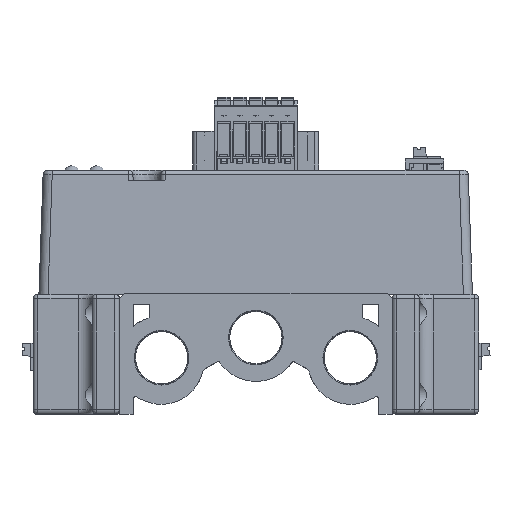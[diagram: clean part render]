
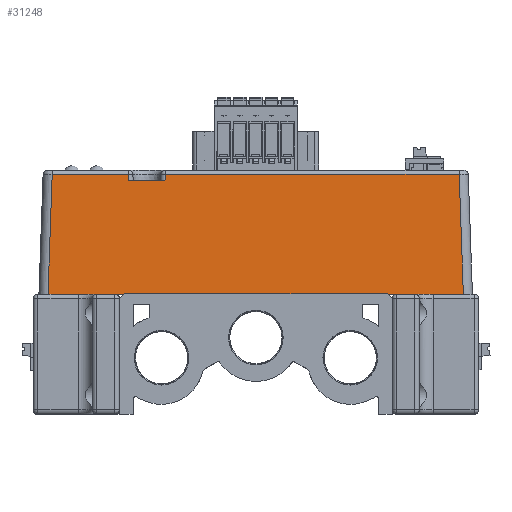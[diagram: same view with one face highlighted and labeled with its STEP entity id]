
A CAD part, front view. The second image highlights one B-rep face of the part: STEP entity #31248.
In plain terms, the highlighted planar face has unit normal (0, -0.999, 0.035).
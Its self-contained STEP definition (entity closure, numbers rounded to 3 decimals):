
#4649=LINE('',#153432,#17258);
#7106=LINE('',#160968,#19715);
#7272=LINE('',#161464,#19881);
#7312=LINE('',#161599,#19921);
#7313=LINE('',#161601,#19922);
#7314=LINE('',#161603,#19923);
#7315=LINE('',#161605,#19924);
#7316=LINE('',#161607,#19925);
#7317=LINE('',#161609,#19926);
#7318=LINE('',#161610,#19927);
#17258=VECTOR('',#124053,1.);
#19715=VECTOR('',#129738,1.);
#19881=VECTOR('',#130050,1.);
#19921=VECTOR('',#130170,1.);
#19922=VECTOR('',#130171,1.);
#19923=VECTOR('',#130172,1.);
#19924=VECTOR('',#130173,1.);
#19925=VECTOR('',#130174,1.);
#19926=VECTOR('',#130175,1.);
#19927=VECTOR('',#130176,1.);
#31248=ADVANCED_FACE('',(#41524),#36984,.T.);
#36984=PLANE('',#117524);
#41524=FACE_OUTER_BOUND('',#47304,.T.);
#47304=EDGE_LOOP('',(#59081,#59082,#59083,#59084,#59085,#59086,#59087,#59088,
#59089,#59090));
#59081=ORIENTED_EDGE('',*,*,#100149,.T.);
#59082=ORIENTED_EDGE('',*,*,#100210,.T.);
#59083=ORIENTED_EDGE('',*,*,#100211,.F.);
#59084=ORIENTED_EDGE('',*,*,#100212,.T.);
#59085=ORIENTED_EDGE('',*,*,#100213,.T.);
#59086=ORIENTED_EDGE('',*,*,#100214,.T.);
#59087=ORIENTED_EDGE('',*,*,#100215,.T.);
#59088=ORIENTED_EDGE('',*,*,#99921,.T.);
#59089=ORIENTED_EDGE('',*,*,#96826,.T.);
#59090=ORIENTED_EDGE('',*,*,#100216,.T.);
#85871=VERTEX_POINT('',#153431);
#85872=VERTEX_POINT('',#153433);
#87905=VERTEX_POINT('',#160969);
#88127=VERTEX_POINT('',#161463);
#88128=VERTEX_POINT('',#161465);
#88171=VERTEX_POINT('',#161600);
#88172=VERTEX_POINT('',#161602);
#88173=VERTEX_POINT('',#161604);
#88174=VERTEX_POINT('',#161606);
#88175=VERTEX_POINT('',#161608);
#96826=EDGE_CURVE('',#85872,#85871,#4649,.T.);
#99921=EDGE_CURVE('',#87905,#85872,#7106,.T.);
#100149=EDGE_CURVE('',#88128,#88127,#7272,.T.);
#100210=EDGE_CURVE('',#88127,#88171,#7312,.T.);
#100211=EDGE_CURVE('',#88172,#88171,#7313,.T.);
#100212=EDGE_CURVE('',#88172,#88173,#7314,.T.);
#100213=EDGE_CURVE('',#88173,#88174,#7315,.T.);
#100214=EDGE_CURVE('',#88174,#88175,#7316,.T.);
#100215=EDGE_CURVE('',#88175,#87905,#7317,.T.);
#100216=EDGE_CURVE('',#85871,#88128,#7318,.T.);
#117524=AXIS2_PLACEMENT_3D('',#161611,#130177,#130178);
#124053=DIRECTION('',(1.,0.,0.));
#129738=DIRECTION('',(1.,0.,0.));
#130050=DIRECTION('',(-1.,0.,0.));
#130170=DIRECTION('',(-0.044,-0.035,-0.998));
#130171=DIRECTION('',(1.,0.,0.));
#130172=DIRECTION('',(-0.044,0.035,0.998));
#130173=DIRECTION('',(-1.,0.,0.));
#130174=DIRECTION('',(-0.035,-0.035,-0.999));
#130175=DIRECTION('',(1.,0.,0.));
#130176=DIRECTION('',(-0.035,0.035,0.999));
#130177=DIRECTION('',(0.,-0.999,0.035));
#130178=DIRECTION('',(0.,-0.035,-0.999));
#153431=CARTESIAN_POINT('',(895.687,-1316.826,-0.1));
#153432=CARTESIAN_POINT('',(880.05,-1316.826,-0.1));
#153433=CARTESIAN_POINT('',(881.05,-1316.826,-0.1));
#160968=CARTESIAN_POINT('',(880.05,-1316.826,-0.1));
#160969=CARTESIAN_POINT('',(819.05,-1316.826,-0.1));
#161463=CARTESIAN_POINT('',(830.108,-1315.907,26.235));
#161464=CARTESIAN_POINT('',(829.05,-1315.907,26.235));
#161465=CARTESIAN_POINT('',(894.767,-1315.907,26.235));
#161599=CARTESIAN_POINT('',(830.048,-1315.955,24.856));
#161600=CARTESIAN_POINT('',(830.049,-1315.953,24.9));
#161601=CARTESIAN_POINT('',(826.05,-1315.953,24.9));
#161602=CARTESIAN_POINT('',(822.051,-1315.953,24.9));
#161603=CARTESIAN_POINT('',(821.994,-1315.908,26.191));
#161604=CARTESIAN_POINT('',(821.992,-1315.907,26.235));
#161605=CARTESIAN_POINT('',(805.266,-1315.907,26.235));
#161606=CARTESIAN_POINT('',(805.233,-1315.907,26.235));
#161607=CARTESIAN_POINT('',(804.056,-1317.083,-7.463));
#161608=CARTESIAN_POINT('',(804.313,-1316.826,-0.1));
#161609=CARTESIAN_POINT('',(880.05,-1316.826,-0.1));
#161610=CARTESIAN_POINT('',(895.944,-1317.083,-7.463));
#161611=CARTESIAN_POINT('',(850.,-1317.141,-9.1));
